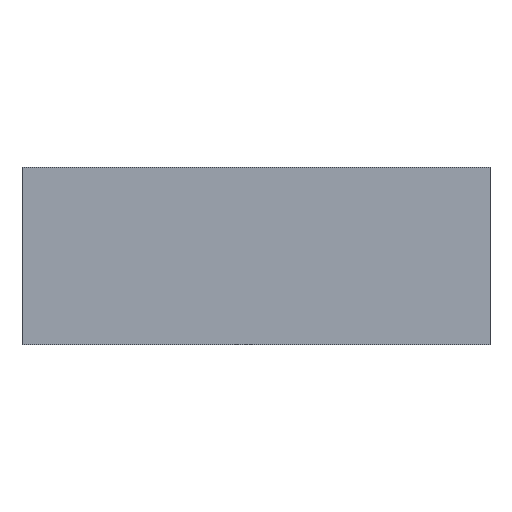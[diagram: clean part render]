
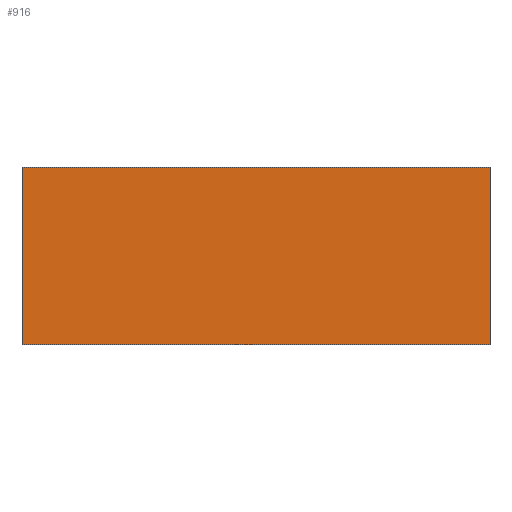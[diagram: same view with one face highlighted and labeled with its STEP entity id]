
A CAD part, front view. The second image highlights one B-rep face of the part: STEP entity #916.
In plain terms, the highlighted planar face has unit normal (0, -1, 0).
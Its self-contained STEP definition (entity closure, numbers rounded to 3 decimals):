
#72 = VERTEX_POINT('',#73);
#73 = CARTESIAN_POINT('',(-194.,-723.305,11.195));
#79 = EDGE_CURVE('',#80,#72,#82,.T.);
#80 = VERTEX_POINT('',#81);
#81 = CARTESIAN_POINT('',(-194.,-723.305,-17.196));
#82 = LINE('',#83,#84);
#83 = CARTESIAN_POINT('',(-194.,-723.305,-17.196));
#84 = VECTOR('',#85,1.);
#85 = DIRECTION('',(0.,0.,1.));
#801 = VERTEX_POINT('',#802);
#802 = CARTESIAN_POINT('',(-269.,-723.305,
    11.195));
#808 = EDGE_CURVE('',#72,#801,#809,.T.);
#809 = LINE('',#810,#811);
#810 = CARTESIAN_POINT('',(-194.,-723.305,11.195));
#811 = VECTOR('',#812,1.);
#812 = DIRECTION('',(-1.,-0.,-0.));
#916 = ADVANCED_FACE('',(#917),#935,.F.);
#917 = FACE_BOUND('',#918,.F.);
#918 = EDGE_LOOP('',(#919,#920,#928,#934));
#919 = ORIENTED_EDGE('',*,*,#79,.F.);
#920 = ORIENTED_EDGE('',*,*,#921,.T.);
#921 = EDGE_CURVE('',#80,#922,#924,.T.);
#922 = VERTEX_POINT('',#923);
#923 = CARTESIAN_POINT('',(-269.,-723.305,
    -17.196));
#924 = LINE('',#925,#926);
#925 = CARTESIAN_POINT('',(-194.,-723.305,-17.196));
#926 = VECTOR('',#927,1.);
#927 = DIRECTION('',(-1.,-0.,-0.));
#928 = ORIENTED_EDGE('',*,*,#929,.T.);
#929 = EDGE_CURVE('',#922,#801,#930,.T.);
#930 = LINE('',#931,#932);
#931 = CARTESIAN_POINT('',(-269.,-723.305,
    -10.095));
#932 = VECTOR('',#933,1.);
#933 = DIRECTION('',(0.,0.,1.));
#934 = ORIENTED_EDGE('',*,*,#808,.F.);
#935 = PLANE('',#936);
#936 = AXIS2_PLACEMENT_3D('',#937,#938,#939);
#937 = CARTESIAN_POINT('',(-194.,-723.305,-17.196));
#938 = DIRECTION('',(0.,1.,0.));
#939 = DIRECTION('',(0.,0.,1.));
